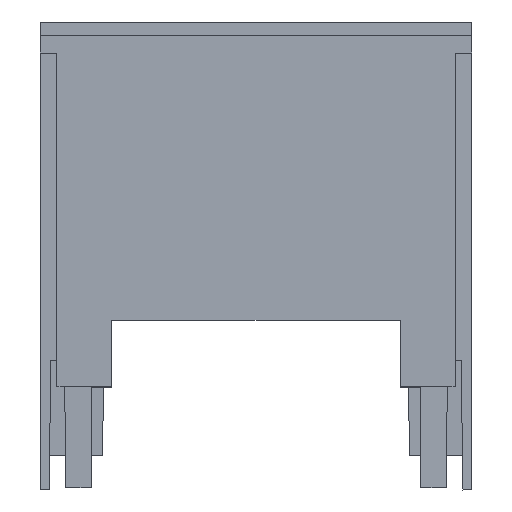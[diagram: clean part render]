
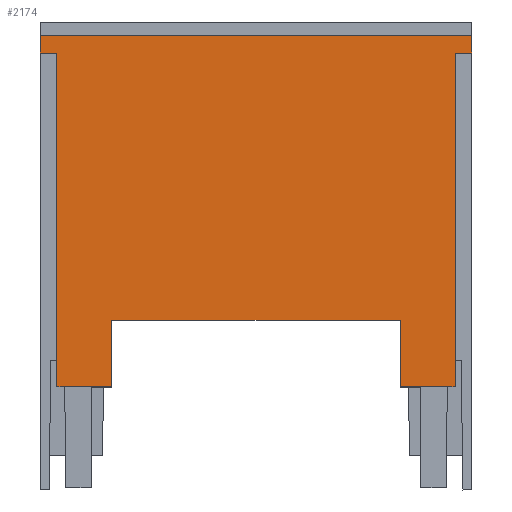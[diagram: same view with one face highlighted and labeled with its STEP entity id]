
A CAD part, top view. The second image highlights one B-rep face of the part: STEP entity #2174.
In plain terms, the highlighted planar face has unit normal (0, 0, 1).
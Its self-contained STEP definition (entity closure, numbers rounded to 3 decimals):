
#182=DIRECTION('',(1.,0.,0.));
#183=VECTOR('',#182,32.368);
#184=CARTESIAN_POINT('',(8.066,116.175,-661.974));
#185=LINE('',#184,#183);
#190=DIRECTION('',(0.009,1.,0.));
#191=VECTOR('',#190,7.5);
#192=CARTESIAN_POINT('',(8.001,108.675,-661.974));
#193=LINE('',#192,#191);
#390=DIRECTION('',(-1.,0.,0.));
#391=VECTOR('',#390,6.1);
#392=CARTESIAN_POINT('',(8.001,108.675,-661.974));
#393=LINE('',#392,#391);
#394=DIRECTION('',(0.,1.,0.));
#395=VECTOR('',#394,37.5);
#396=CARTESIAN_POINT('',(1.901,108.675,-661.974));
#397=LINE('',#396,#395);
#398=DIRECTION('',(-1.,0.,0.));
#399=VECTOR('',#398,1.901);
#400=CARTESIAN_POINT('',(1.901,146.175,-661.974));
#401=LINE('',#400,#399);
#402=DIRECTION('',(0.,1.,0.));
#403=VECTOR('',#402,2.);
#404=CARTESIAN_POINT('',(0.,146.175,-661.974));
#405=LINE('',#404,#403);
#406=DIRECTION('',(1.,0.,0.));
#407=VECTOR('',#406,48.5);
#408=CARTESIAN_POINT('',(0.,148.175,-661.974));
#409=LINE('',#408,#407);
#410=DIRECTION('',(0.,-1.,0.));
#411=VECTOR('',#410,2.);
#412=CARTESIAN_POINT('',(48.5,148.175,-661.974));
#413=LINE('',#412,#411);
#414=DIRECTION('',(-0.009,1.,0.));
#415=VECTOR('',#414,7.5);
#416=CARTESIAN_POINT('',(40.499,108.675,-661.974));
#417=LINE('',#416,#415);
#638=DIRECTION('',(1.,0.,0.));
#639=VECTOR('',#638,6.1);
#640=CARTESIAN_POINT('',(40.499,108.675,-661.974));
#641=LINE('',#640,#639);
#666=DIRECTION('',(1.,0.,0.));
#667=VECTOR('',#666,1.901);
#668=CARTESIAN_POINT('',(46.599,146.175,-661.974));
#669=LINE('',#668,#667);
#678=DIRECTION('',(0.,1.,0.));
#679=VECTOR('',#678,37.5);
#680=CARTESIAN_POINT('',(46.599,108.675,-661.974));
#681=LINE('',#680,#679);
#1358=CARTESIAN_POINT('',(8.066,116.175,-661.974));
#1359=VERTEX_POINT('',#1358);
#1360=CARTESIAN_POINT('',(40.434,116.175,-661.974));
#1361=VERTEX_POINT('',#1360);
#1426=CARTESIAN_POINT('',(0.,148.175,-661.974));
#1427=VERTEX_POINT('',#1426);
#1428=CARTESIAN_POINT('',(0.,146.175,-661.974));
#1429=VERTEX_POINT('',#1428);
#1450=CARTESIAN_POINT('',(1.901,146.175,-661.974));
#1451=VERTEX_POINT('',#1450);
#1452=CARTESIAN_POINT('',(48.5,148.175,-661.974));
#1453=VERTEX_POINT('',#1452);
#1454=CARTESIAN_POINT('',(48.5,146.175,-661.974));
#1455=VERTEX_POINT('',#1454);
#1456=CARTESIAN_POINT('',(46.599,146.175,-661.974));
#1457=VERTEX_POINT('',#1456);
#1634=CARTESIAN_POINT('',(1.901,108.675,-661.974));
#1636=VERTEX_POINT('',#1634);
#1638=CARTESIAN_POINT('',(46.599,108.675,-661.974));
#1640=VERTEX_POINT('',#1638);
#1642=CARTESIAN_POINT('',(40.499,108.675,-661.974));
#1644=VERTEX_POINT('',#1642);
#1646=CARTESIAN_POINT('',(8.001,108.675,-661.974));
#1648=VERTEX_POINT('',#1646);
#2148=CARTESIAN_POINT('',(24.245,148.175,-661.974));
#2149=DIRECTION('',(0.,0.,1.));
#2150=DIRECTION('',(1.,0.,0.));
#2151=AXIS2_PLACEMENT_3D('',#2148,#2149,#2150);
#2152=PLANE('',#2151);
#2153=ORIENTED_EDGE('',*,*,#1798,.F.);
#2155=ORIENTED_EDGE('',*,*,#2154,.T.);
#2156=ORIENTED_EDGE('',*,*,#2132,.T.);
#2157=ORIENTED_EDGE('',*,*,#2115,.T.);
#2158=ORIENTED_EDGE('',*,*,#1988,.T.);
#2160=ORIENTED_EDGE('',*,*,#2159,.T.);
#2162=ORIENTED_EDGE('',*,*,#2161,.T.);
#2164=ORIENTED_EDGE('',*,*,#2163,.F.);
#2166=ORIENTED_EDGE('',*,*,#2165,.F.);
#2168=ORIENTED_EDGE('',*,*,#2167,.F.);
#2170=ORIENTED_EDGE('',*,*,#2169,.T.);
#2171=ORIENTED_EDGE('',*,*,#1775,.F.);
#2172=EDGE_LOOP('',(#2153,#2155,#2156,#2157,#2158,#2160,#2162,#2164,#2166,#2168,
#2170,#2171));
#2173=FACE_OUTER_BOUND('',#2172,.F.);
#1775=EDGE_CURVE('',#1359,#1361,#185,.T.);
#1798=EDGE_CURVE('',#1648,#1359,#193,.T.);
#1988=EDGE_CURVE('',#1429,#1427,#405,.T.);
#2115=EDGE_CURVE('',#1451,#1429,#401,.T.);
#2132=EDGE_CURVE('',#1636,#1451,#397,.T.);
#2154=EDGE_CURVE('',#1648,#1636,#393,.T.);
#2159=EDGE_CURVE('',#1427,#1453,#409,.T.);
#2161=EDGE_CURVE('',#1453,#1455,#413,.T.);
#2163=EDGE_CURVE('',#1457,#1455,#669,.T.);
#2165=EDGE_CURVE('',#1640,#1457,#681,.T.);
#2167=EDGE_CURVE('',#1644,#1640,#641,.T.);
#2169=EDGE_CURVE('',#1644,#1361,#417,.T.);
#2174=ADVANCED_FACE('',(#2173),#2152,.T.);
